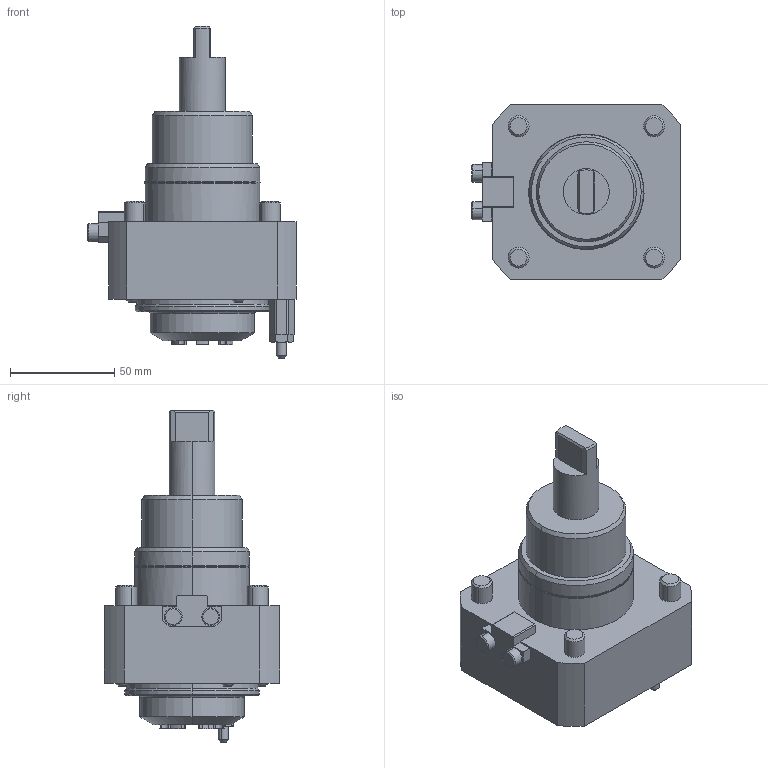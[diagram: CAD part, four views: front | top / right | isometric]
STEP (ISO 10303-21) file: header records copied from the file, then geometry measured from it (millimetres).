
FILE_DESCRIPTION(('HOOPS Exchange Step'),'2;1');
FILE_NAME('Modelcomposition.stp','2024-07-06T20:43:40+00:00',('toolarena-modelservice-ewspro'),('Unknown organisation'),'HOOPS Exchange 2021.2','HOOPS Exchange','Unknown authorisation');
FILE_SCHEMA( ('AP242_MANAGED_MODEL_BASED_3D_ENGINEERING_MIM_LF {1 0 10303 442 1 1 4 }') );
Length unit declared in the file: millimetre
Products named in the file (1): EWS_230694_DIN4003
Bounding box: 99.9 x 84 x 159.3 mm (x, y, z)
Volume: 451440.8 mm3; surface area: 44182.8 mm2
Topology: 1 solids, 1 shells, 204 faces, 498 edges, 322 vertices
Faces by surface type: plane 94, cylinder 66, cone 30, torus 10, bspline 4
Entity records: 6154 total; most frequent: CARTESIAN_POINT 1175, DIRECTION 1098, ORIENTED_EDGE 996, EDGE_CURVE 498, AXIS2_PLACEMENT_3D 413, VERTEX_POINT 322, VECTOR 272, LINE 272
